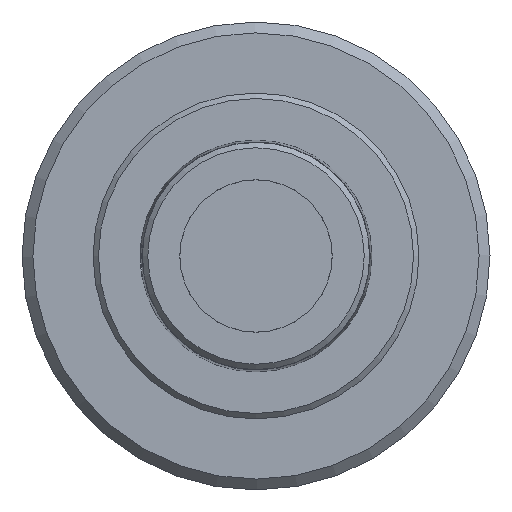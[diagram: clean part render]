
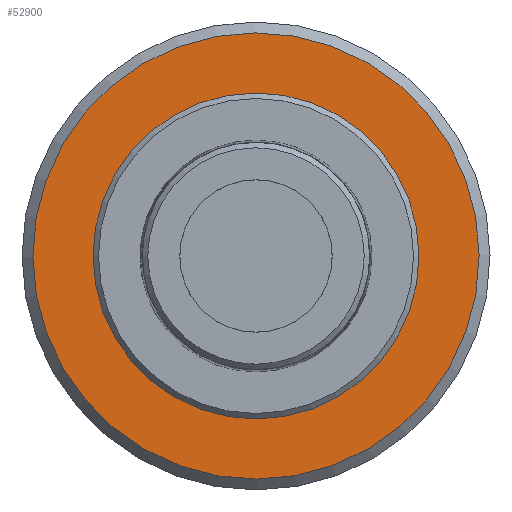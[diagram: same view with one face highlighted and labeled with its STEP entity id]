
A CAD part, left-side view. The second image highlights one B-rep face of the part: STEP entity #52900.
In plain terms, the highlighted planar face has unit normal (-1, 0, 0).
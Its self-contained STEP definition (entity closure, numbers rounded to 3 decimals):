
#1063=FACE_BOUND('',#8349,.T.);
#3036=PLANE('',#57291);
#5540=FACE_OUTER_BOUND('',#8348,.T.);
#8348=EDGE_LOOP('',(#47941));
#8349=EDGE_LOOP('',(#47942));
#9546=CIRCLE('',#57289,29.532);
#9548=CIRCLE('',#57292,41.);
#24931=VERTEX_POINT('',#112396);
#24932=VERTEX_POINT('',#112401);
#32696=EDGE_CURVE('',#24931,#24931,#9546,.T.);
#32698=EDGE_CURVE('',#24932,#24932,#9548,.T.);
#47941=ORIENTED_EDGE('',*,*,#32698,.F.);
#47942=ORIENTED_EDGE('',*,*,#32696,.T.);
#52900=ADVANCED_FACE('',(#5540,#1063),#3036,.T.);
#57289=AXIS2_PLACEMENT_3D('',#112398,#69410,#69411);
#57291=AXIS2_PLACEMENT_3D('',#112400,#69414,#69415);
#57292=AXIS2_PLACEMENT_3D('',#112402,#69416,#69417);
#69410=DIRECTION('center_axis',(1.,0.,0.));
#69411=DIRECTION('ref_axis',(0.,0.,-1.));
#69414=DIRECTION('center_axis',(-1.,0.,0.));
#69415=DIRECTION('ref_axis',(0.,0.,1.));
#69416=DIRECTION('center_axis',(1.,0.,0.));
#69417=DIRECTION('ref_axis',(0.,0.,-1.));
#112396=CARTESIAN_POINT('',(-17.1,0.,29.532));
#112398=CARTESIAN_POINT('Origin',(-17.1,0.,0.));
#112400=CARTESIAN_POINT('Origin',(-17.1,41.,0.));
#112401=CARTESIAN_POINT('',(-17.1,-41.,0.));
#112402=CARTESIAN_POINT('Origin',(-17.1,0.,0.));
